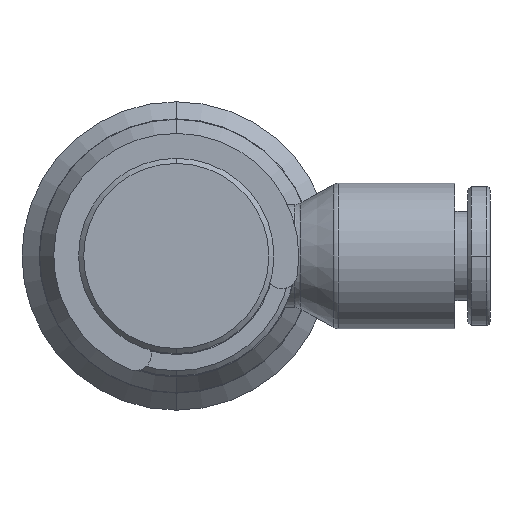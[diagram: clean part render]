
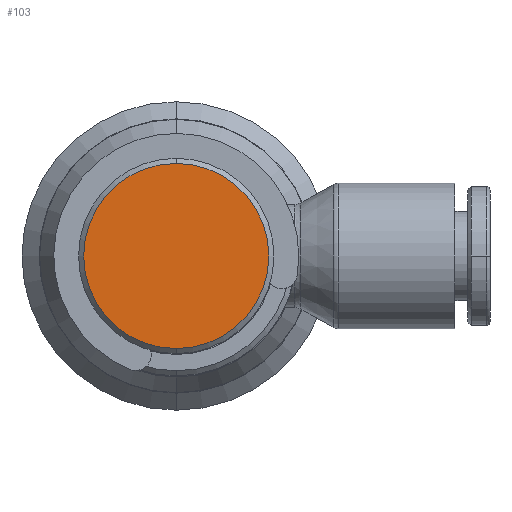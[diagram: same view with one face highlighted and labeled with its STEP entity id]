
A CAD part, front view. The second image highlights one B-rep face of the part: STEP entity #103.
In plain terms, the highlighted planar face has unit normal (0, -1, 0).
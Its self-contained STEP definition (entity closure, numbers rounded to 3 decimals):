
#57 = CIRCLE ( 'NONE', #58, 5.4 ) ;
#58 = AXIS2_PLACEMENT_3D ( 'NONE', #1698, #1699, #1700 ) ;
#103 = ADVANCED_FACE ( 'NONE', ( #3476 ), #3477, .T. ) ;
#549 = CARTESIAN_POINT ( 'NONE',  ( 0., -18., 0. ) ) ;
#550 = DIRECTION ( 'NONE',  ( 0., -1., 0. ) ) ;
#551 = DIRECTION ( 'NONE',  ( 0., 0., -1. ) ) ;
#1698 = CARTESIAN_POINT ( 'NONE',  ( 0., -18., 0. ) ) ;
#1699 = DIRECTION ( 'NONE',  ( 0., -1., 0. ) ) ;
#1700 = DIRECTION ( 'NONE',  ( 0., 0., -1. ) ) ;
#2150 = AXIS2_PLACEMENT_3D ( 'NONE', #3473, #3480, #3481 ) ;
#2403 = ORIENTED_EDGE ( 'NONE', *, *, #5051, .T. ) ;
#2404 = ORIENTED_EDGE ( 'NONE', *, *, #4461, .T. ) ;
#2538 = VERTEX_POINT ( 'NONE', #4067 ) ;
#2543 = VERTEX_POINT ( 'NONE', #4072 ) ;
#2754 = EDGE_LOOP ( 'NONE', ( #2403, #2404 ) ) ;
#3473 = CARTESIAN_POINT ( 'NONE',  ( 0., -18., 0. ) ) ;
#3476 = FACE_OUTER_BOUND ( 'NONE', #2754, .T. ) ;
#3477 = PLANE ( 'NONE',  #2150 ) ;
#3480 = DIRECTION ( 'NONE',  ( 0., -1., 0. ) ) ;
#3481 = DIRECTION ( 'NONE',  ( 0., 0., -1. ) ) ;
#4067 = CARTESIAN_POINT ( 'NONE',  ( 0., -18., 5.4 ) ) ;
#4072 = CARTESIAN_POINT ( 'NONE',  ( 0., -18., -5.4 ) ) ;
#4461 = EDGE_CURVE ( 'NONE', #2543, #2538, #57, .T. ) ;
#4851 = CIRCLE ( 'NONE', #4852, 5.4 ) ;
#4852 = AXIS2_PLACEMENT_3D ( 'NONE', #549, #550, #551 ) ;
#5051 = EDGE_CURVE ( 'NONE', #2538, #2543, #4851, .T. ) ;
